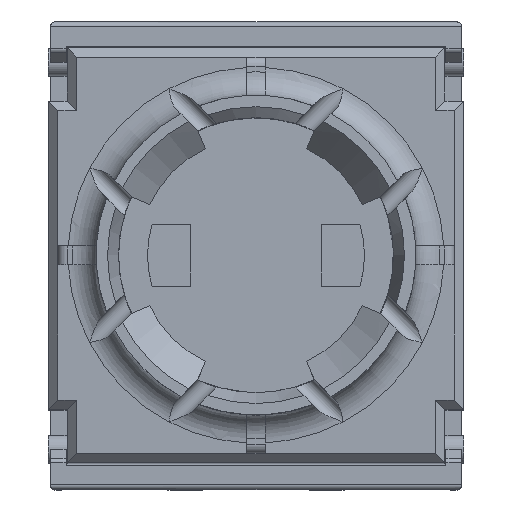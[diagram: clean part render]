
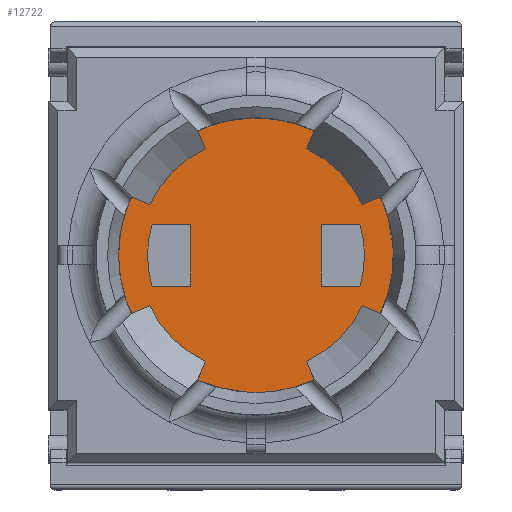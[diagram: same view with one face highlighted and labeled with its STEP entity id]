
A CAD part, top view. The second image highlights one B-rep face of the part: STEP entity #12722.
In plain terms, the highlighted planar face has unit normal (0, 0, 1).
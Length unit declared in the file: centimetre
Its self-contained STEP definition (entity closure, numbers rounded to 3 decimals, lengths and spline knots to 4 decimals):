
#355=FACE_BOUND('',#1936,.T.);
#356=FACE_BOUND('',#1937,.T.);
#393=CIRCLE('',#13046,0.735);
#605=CIRCLE('',#13672,0.575);
#606=CIRCLE('',#13675,0.575);
#1195=FACE_OUTER_BOUND('',#1935,.T.);
#1935=EDGE_LOOP('',(#10826));
#1936=EDGE_LOOP('',(#10827,#10828,#10829,#10830));
#1937=EDGE_LOOP('',(#10831,#10832,#10833,#10834));
#2543=LINE('',#18219,#3971);
#2546=LINE('',#18224,#3974);
#2575=LINE('',#18297,#4003);
#2578=LINE('',#18302,#4006);
#3305=LINE('',#21117,#4733);
#3307=LINE('',#21123,#4735);
#3971=VECTOR('',#14592,0.33);
#3974=VECTOR('',#14597,0.2058);
#4003=VECTOR('',#14664,0.33);
#4006=VECTOR('',#14669,0.2058);
#4733=VECTOR('',#16676,0.2058);
#4735=VECTOR('',#16684,0.2058);
#5309=VERTEX_POINT('',#18217);
#5310=VERTEX_POINT('',#18218);
#5311=VERTEX_POINT('',#18223);
#5335=VERTEX_POINT('',#18295);
#5336=VERTEX_POINT('',#18296);
#5337=VERTEX_POINT('',#18301);
#5358=VERTEX_POINT('',#18359);
#5997=VERTEX_POINT('',#21113);
#5998=VERTEX_POINT('',#21119);
#6610=EDGE_CURVE('',#5309,#5310,#2543,.T.);
#6613=EDGE_CURVE('',#5311,#5309,#2546,.T.);
#6648=EDGE_CURVE('',#5335,#5336,#2575,.T.);
#6651=EDGE_CURVE('',#5337,#5335,#2578,.T.);
#6680=EDGE_CURVE('',#5358,#5358,#393,.T.);
#7713=EDGE_CURVE('',#5997,#5311,#605,.T.);
#7715=EDGE_CURVE('',#5310,#5997,#3305,.T.);
#7716=EDGE_CURVE('',#5998,#5337,#606,.T.);
#7718=EDGE_CURVE('',#5336,#5998,#3307,.T.);
#10826=ORIENTED_EDGE('',*,*,#6680,.F.);
#10827=ORIENTED_EDGE('',*,*,#6613,.F.);
#10828=ORIENTED_EDGE('',*,*,#7713,.F.);
#10829=ORIENTED_EDGE('',*,*,#7715,.F.);
#10830=ORIENTED_EDGE('',*,*,#6610,.F.);
#10831=ORIENTED_EDGE('',*,*,#6651,.F.);
#10832=ORIENTED_EDGE('',*,*,#7716,.F.);
#10833=ORIENTED_EDGE('',*,*,#7718,.F.);
#10834=ORIENTED_EDGE('',*,*,#6648,.F.);
#12032=PLANE('',#13679);
#12722=ADVANCED_FACE('',(#1195,#355,#356),#12032,.T.);
#13046=AXIS2_PLACEMENT_3D('',#18360,#14718,#14719);
#13672=AXIS2_PLACEMENT_3D('',#21114,#16671,#16672);
#13675=AXIS2_PLACEMENT_3D('',#21120,#16679,#16680);
#13679=AXIS2_PLACEMENT_3D('',#21130,#16692,#16693);
#14592=DIRECTION('',(0.,1.,0.));
#14597=DIRECTION('',(1.,0.,0.));
#14664=DIRECTION('',(0.,-1.,0.));
#14669=DIRECTION('',(-1.,0.,0.));
#14718=DIRECTION('center_axis',(0.,0.,-1.));
#14719=DIRECTION('ref_axis',(1.,0.,0.));
#16671=DIRECTION('center_axis',(0.,0.,1.));
#16672=DIRECTION('ref_axis',(0.958,-0.287,0.));
#16676=DIRECTION('',(-1.,0.,0.));
#16679=DIRECTION('center_axis',(0.,0.,1.));
#16680=DIRECTION('ref_axis',(-0.958,0.287,0.));
#16684=DIRECTION('',(1.,0.,0.));
#16692=DIRECTION('center_axis',(0.,0.,1.));
#16693=DIRECTION('ref_axis',(1.,0.,0.));
#18217=CARTESIAN_POINT('',(-0.2394,-0.2725,1.725));
#18218=CARTESIAN_POINT('',(-0.2394,0.0575,1.725));
#18219=CARTESIAN_POINT('',(-0.2394,-0.0317,1.725));
#18223=CARTESIAN_POINT('',(-0.4452,-0.2725,1.725));
#18224=CARTESIAN_POINT('',(-0.3269,-0.2725,1.725));
#18295=CARTESIAN_POINT('',(0.4606,0.0575,1.725));
#18296=CARTESIAN_POINT('',(0.4606,-0.2725,1.725));
#18297=CARTESIAN_POINT('',(0.4606,-0.1967,1.725));
#18301=CARTESIAN_POINT('',(0.6664,0.0575,1.725));
#18302=CARTESIAN_POINT('',(0.5481,0.0575,1.725));
#18359=CARTESIAN_POINT('',(-0.6244,-0.1075,1.725));
#18360=CARTESIAN_POINT('Origin',(0.1106,-0.1075,1.725));
#21113=CARTESIAN_POINT('',(-0.4452,0.0575,1.725));
#21114=CARTESIAN_POINT('Origin',(0.1056,-0.1075,1.725));
#21117=CARTESIAN_POINT('',(-0.3269,0.0575,1.725));
#21119=CARTESIAN_POINT('',(0.6664,-0.2725,1.725));
#21120=CARTESIAN_POINT('Origin',(0.1156,-0.1075,1.725));
#21123=CARTESIAN_POINT('',(0.5481,-0.2725,1.725));
#21130=CARTESIAN_POINT('Origin',(0.1106,-0.1209,1.725));
